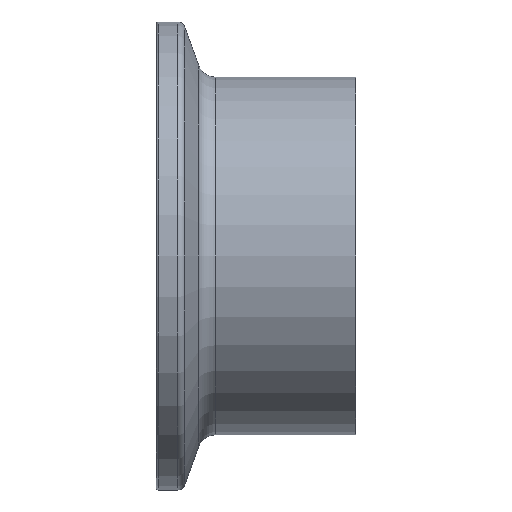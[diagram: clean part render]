
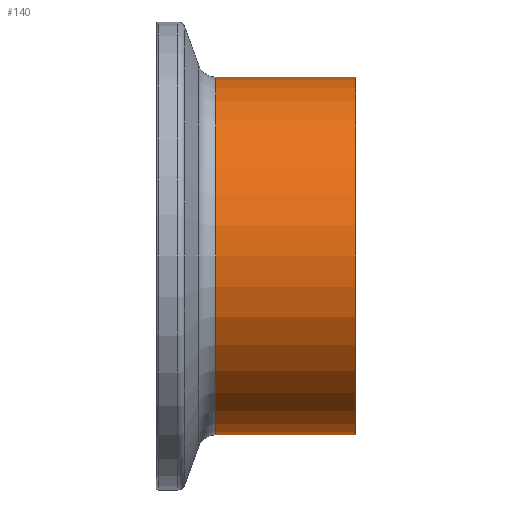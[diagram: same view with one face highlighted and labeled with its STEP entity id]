
A CAD part, front view. The second image highlights one B-rep face of the part: STEP entity #140.
In plain terms, the highlighted cylindrical face has radius 19.3 mm (diameter 38.6 mm), a partial arc.
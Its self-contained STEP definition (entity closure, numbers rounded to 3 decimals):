
#6 = CIRCLE ( 'NONE', #550, 19.3 ) ;
#17 = EDGE_LOOP ( 'NONE', ( #329, #232, #660, #372 ) ) ;
#20 = DIRECTION ( 'NONE',  ( 0., 0., 1. ) ) ;
#26 = CARTESIAN_POINT ( 'NONE',  ( 0., 0., -19.3 ) ) ;
#38 = LINE ( 'NONE', #670, #295 ) ;
#39 = CARTESIAN_POINT ( 'NONE',  ( 21.5, 0., -19.3 ) ) ;
#58 = CIRCLE ( 'NONE', #336, 19.3 ) ;
#87 = LINE ( 'NONE', #26, #462 ) ;
#123 = CYLINDRICAL_SURFACE ( 'NONE', #351, 19.3 ) ;
#140 = ADVANCED_FACE ( 'NONE', ( #634 ), #123, .T. ) ;
#168 = EDGE_CURVE ( 'NONE', #266, #282, #6, .T. ) ;
#232 = ORIENTED_EDGE ( 'NONE', *, *, #507, .T. ) ;
#265 = EDGE_CURVE ( 'NONE', #325, #266, #87, .T. ) ;
#266 = VERTEX_POINT ( 'NONE', #309 ) ;
#272 = CARTESIAN_POINT ( 'NONE',  ( 6.416, 0., 19.3 ) ) ;
#282 = VERTEX_POINT ( 'NONE', #272 ) ;
#295 = VECTOR ( 'NONE', #370, 1000. ) ;
#309 = CARTESIAN_POINT ( 'NONE',  ( 6.416, 0., -19.3 ) ) ;
#325 = VERTEX_POINT ( 'NONE', #39 ) ;
#329 = ORIENTED_EDGE ( 'NONE', *, *, #265, .F. ) ;
#336 = AXIS2_PLACEMENT_3D ( 'NONE', #646, #546, #20 ) ;
#351 = AXIS2_PLACEMENT_3D ( 'NONE', #397, #463, #705 ) ;
#370 = DIRECTION ( 'NONE',  ( -1., 0., 0. ) ) ;
#372 = ORIENTED_EDGE ( 'NONE', *, *, #168, .F. ) ;
#397 = CARTESIAN_POINT ( 'NONE',  ( 0., 0., 0. ) ) ;
#419 = DIRECTION ( 'NONE',  ( -1., 0., 0. ) ) ;
#462 = VECTOR ( 'NONE', #419, 1000. ) ;
#463 = DIRECTION ( 'NONE',  ( -1., 0., 0. ) ) ;
#507 = EDGE_CURVE ( 'NONE', #325, #519, #58, .T. ) ;
#518 = CARTESIAN_POINT ( 'NONE',  ( 6.416, 0., 0. ) ) ;
#519 = VERTEX_POINT ( 'NONE', #596 ) ;
#521 = DIRECTION ( 'NONE',  ( -1., 0., 0. ) ) ;
#546 = DIRECTION ( 'NONE',  ( -1., 0., 0. ) ) ;
#550 = AXIS2_PLACEMENT_3D ( 'NONE', #518, #521, #694 ) ;
#596 = CARTESIAN_POINT ( 'NONE',  ( 21.5, 0., 19.3 ) ) ;
#634 = FACE_OUTER_BOUND ( 'NONE', #17, .T. ) ;
#646 = CARTESIAN_POINT ( 'NONE',  ( 21.5, 0., 0. ) ) ;
#660 = ORIENTED_EDGE ( 'NONE', *, *, #675, .T. ) ;
#670 = CARTESIAN_POINT ( 'NONE',  ( 0., 0., 19.3 ) ) ;
#675 = EDGE_CURVE ( 'NONE', #519, #282, #38, .T. ) ;
#694 = DIRECTION ( 'NONE',  ( 0., 0., 1. ) ) ;
#705 = DIRECTION ( 'NONE',  ( 0., 0., 1. ) ) ;
